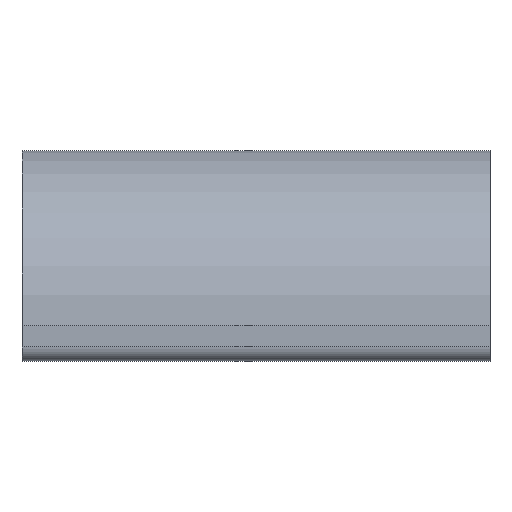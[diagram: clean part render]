
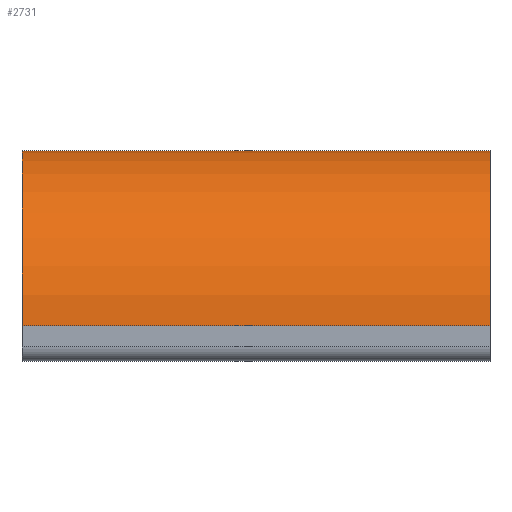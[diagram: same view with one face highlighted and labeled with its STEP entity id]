
A CAD part, top view. The second image highlights one B-rep face of the part: STEP entity #2731.
In plain terms, the highlighted cylindrical face has radius 37.5 mm (diameter 75 mm), a partial arc.
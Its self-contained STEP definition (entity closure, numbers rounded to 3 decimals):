
#25 = AXIS2_PLACEMENT_3D ( 'NONE', #2087, #2076, #2079 ) ;
#75 = EDGE_CURVE ( 'NONE', #1011, #1000, #2160, .T. ) ;
#83 = EDGE_CURVE ( 'NONE', #1060, #1011, #2170, .T. ) ;
#152 = EDGE_CURVE ( 'NONE', #1012, #1000, #2298, .T. ) ;
#155 = EDGE_CURVE ( 'NONE', #1012, #1060, #2306, .T. ) ;
#295 = AXIS2_PLACEMENT_3D ( 'NONE', #1173, #1176, #1177 ) ;
#308 = AXIS2_PLACEMENT_3D ( 'NONE', #1338, #1346, #1347 ) ;
#463 = ORIENTED_EDGE ( 'NONE', *, *, #75, .F. ) ;
#466 = ORIENTED_EDGE ( 'NONE', *, *, #83, .F. ) ;
#505 = ORIENTED_EDGE ( 'NONE', *, *, #152, .T. ) ;
#577 = EDGE_LOOP ( 'NONE', ( #668, #505, #463, #466 ) ) ;
#668 = ORIENTED_EDGE ( 'NONE', *, *, #155, .F. ) ;
#1000 = VERTEX_POINT ( 'NONE', #1687 ) ;
#1011 = VERTEX_POINT ( 'NONE', #1698 ) ;
#1012 = VERTEX_POINT ( 'NONE', #1699 ) ;
#1060 = VERTEX_POINT ( 'NONE', #1747 ) ;
#1173 = CARTESIAN_POINT ( 'NONE',  ( 0., -15., -15. ) ) ;
#1176 = DIRECTION ( 'NONE',  ( 1., 0., 0. ) ) ;
#1177 = DIRECTION ( 'NONE',  ( 0., 0., -1. ) ) ;
#1182 = CARTESIAN_POINT ( 'NONE',  ( -163.64, 22.5, -15. ) ) ;
#1194 = DIRECTION ( 'NONE',  ( 1., 0., 0. ) ) ;
#1338 = CARTESIAN_POINT ( 'NONE',  ( -100., -15., -15. ) ) ;
#1339 = CARTESIAN_POINT ( 'NONE',  ( -163.64, -15., 22.5 ) ) ;
#1340 = DIRECTION ( 'NONE',  ( 1., 0., 0. ) ) ;
#1346 = DIRECTION ( 'NONE',  ( -1., 0., 0. ) ) ;
#1347 = DIRECTION ( 'NONE',  ( 0., 0., -1. ) ) ;
#1687 = CARTESIAN_POINT ( 'NONE',  ( 0., -15., 22.5 ) ) ;
#1698 = CARTESIAN_POINT ( 'NONE',  ( 0., 22.5, -15. ) ) ;
#1699 = CARTESIAN_POINT ( 'NONE',  ( -100., -15., 22.5 ) ) ;
#1747 = CARTESIAN_POINT ( 'NONE',  ( -100., 22.5, -15. ) ) ;
#2076 = DIRECTION ( 'NONE',  ( 1., 0., 0. ) ) ;
#2079 = DIRECTION ( 'NONE',  ( 0., 0., -1. ) ) ;
#2087 = CARTESIAN_POINT ( 'NONE',  ( -163.64, -15., -15. ) ) ;
#2160 = CIRCLE ( 'NONE', #295, 37.5 ) ;
#2170 = LINE ( 'NONE', #1182, #2172 ) ;
#2172 = VECTOR ( 'NONE', #1194, 1000. ) ;
#2298 = LINE ( 'NONE', #1339, #2299 ) ;
#2299 = VECTOR ( 'NONE', #1340, 1000. ) ;
#2306 = CIRCLE ( 'NONE', #308, 37.5 ) ;
#2639 = FACE_OUTER_BOUND ( 'NONE', #577, .T. ) ;
#2641 = CYLINDRICAL_SURFACE ( 'NONE', #25, 37.5 ) ;
#2731 = ADVANCED_FACE ( 'NONE', ( #2639 ), #2641, .T. ) ;
